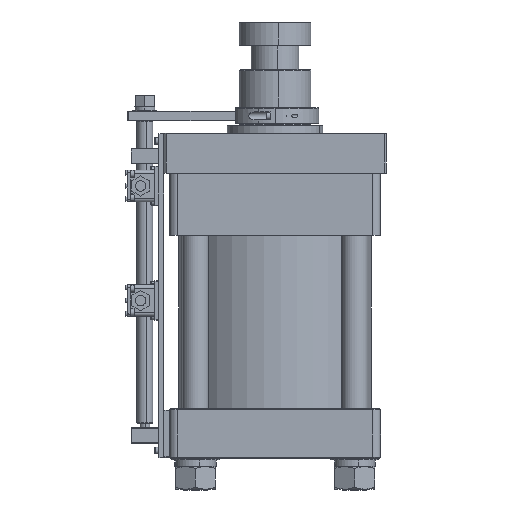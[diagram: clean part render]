
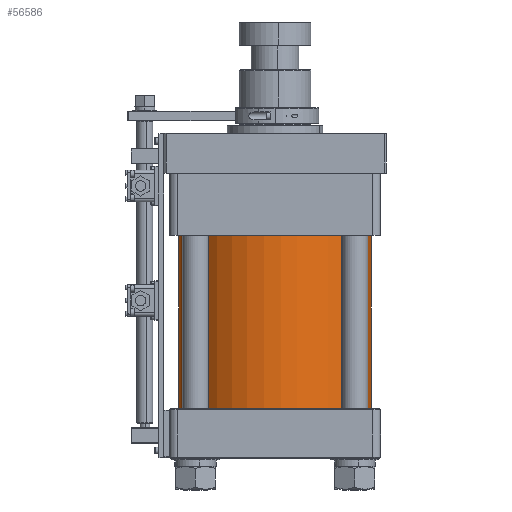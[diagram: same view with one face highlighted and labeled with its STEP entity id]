
A CAD part, left-side view. The second image highlights one B-rep face of the part: STEP entity #56586.
In plain terms, the highlighted cylindrical face has radius 121 mm (diameter 242 mm), a partial arc.
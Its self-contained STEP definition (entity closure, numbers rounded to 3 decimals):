
#41143 = DIRECTION ( 'NONE',  ( -1., 0., 0. ) ) ;
#41145 = VECTOR ( 'NONE', #41143, 1000. ) ;
#41161 = CARTESIAN_POINT ( 'NONE',  ( 6421.127, -17369.164, -121. ) ) ;
#41163 = CARTESIAN_POINT ( 'NONE',  ( 6412.458, -17369.164, -121. ) ) ;
#41173 = CARTESIAN_POINT ( 'NONE',  ( 6421.127, -17369.164, 121. ) ) ;
#41185 = LINE ( 'NONE', #41163, #41145 ) ;
#41187 = CARTESIAN_POINT ( 'NONE',  ( 6638.127, -17369.164, -121. ) ) ;
#41197 = CARTESIAN_POINT ( 'NONE',  ( 6638.127, -17369.164, 121. ) ) ;
#41219 = DIRECTION ( 'NONE',  ( 0., 0., 1. ) ) ;
#41224 = AXIS2_PLACEMENT_3D ( 'NONE', #41233, #41229, #41219 ) ;
#41229 = DIRECTION ( 'NONE',  ( -1., 0., 0. ) ) ;
#41233 = CARTESIAN_POINT ( 'NONE',  ( 6638.127, -17369.164, 0. ) ) ;
#41256 = CIRCLE ( 'NONE', #41224, 121. ) ;
#41286 = AXIS2_PLACEMENT_3D ( 'NONE', #41315, #41314, #41294 ) ;
#41287 = DIRECTION ( 'NONE',  ( 0., 0., 1. ) ) ;
#41290 = DIRECTION ( 'NONE',  ( -1., 0., 0. ) ) ;
#41291 = CARTESIAN_POINT ( 'NONE',  ( 6421.127, -17369.164, 0. ) ) ;
#41292 = AXIS2_PLACEMENT_3D ( 'NONE', #41291, #41290, #41287 ) ;
#41294 = DIRECTION ( 'NONE',  ( 0., 0., 1. ) ) ;
#41295 = CIRCLE ( 'NONE', #41292, 121. ) ;
#41296 = DIRECTION ( 'NONE',  ( -1., 0., 0. ) ) ;
#41298 = VECTOR ( 'NONE', #41296, 1000. ) ;
#41300 = CARTESIAN_POINT ( 'NONE',  ( 6412.458, -17369.164, 121. ) ) ;
#41301 = LINE ( 'NONE', #41300, #41298 ) ;
#41314 = DIRECTION ( 'NONE',  ( -1., 0., 0. ) ) ;
#41315 = CARTESIAN_POINT ( 'NONE',  ( 6412.458, -17369.164, 0. ) ) ;
#41316 = CYLINDRICAL_SURFACE ( 'NONE', #41286, 121. ) ;
#41318 = FACE_OUTER_BOUND ( 'NONE', #56583, .T. ) ;
#56529 = VERTEX_POINT ( 'NONE', #41197 ) ;
#56531 = VERTEX_POINT ( 'NONE', #41187 ) ;
#56538 = EDGE_CURVE ( 'NONE', #56531, #56543, #41185, .T. ) ;
#56543 = VERTEX_POINT ( 'NONE', #41161 ) ;
#56547 = VERTEX_POINT ( 'NONE', #41173 ) ;
#56557 = EDGE_CURVE ( 'NONE', #56529, #56531, #41256, .T. ) ;
#56570 = ORIENTED_EDGE ( 'NONE', *, *, #56557, .T. ) ;
#56579 = EDGE_CURVE ( 'NONE', #56529, #56547, #41301, .T. ) ;
#56580 = ORIENTED_EDGE ( 'NONE', *, *, #56579, .F. ) ;
#56581 = ORIENTED_EDGE ( 'NONE', *, *, #56582, .F. ) ;
#56582 = EDGE_CURVE ( 'NONE', #56547, #56543, #41295, .T. ) ;
#56583 = EDGE_LOOP ( 'NONE', ( #56570, #56585, #56581, #56580 ) ) ;
#56585 = ORIENTED_EDGE ( 'NONE', *, *, #56538, .T. ) ;
#56586 = ADVANCED_FACE ( 'NONE', ( #41318 ), #41316, .T. ) ;
